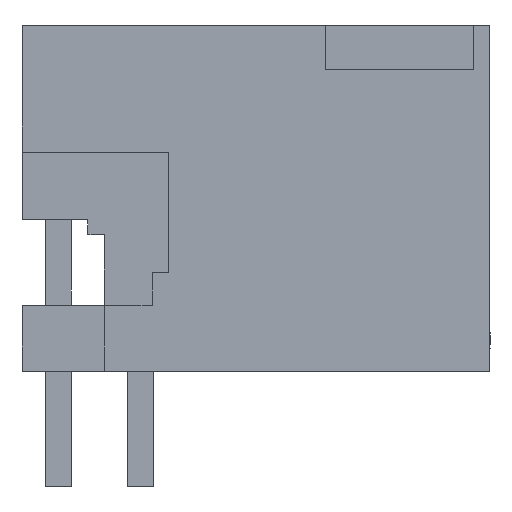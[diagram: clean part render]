
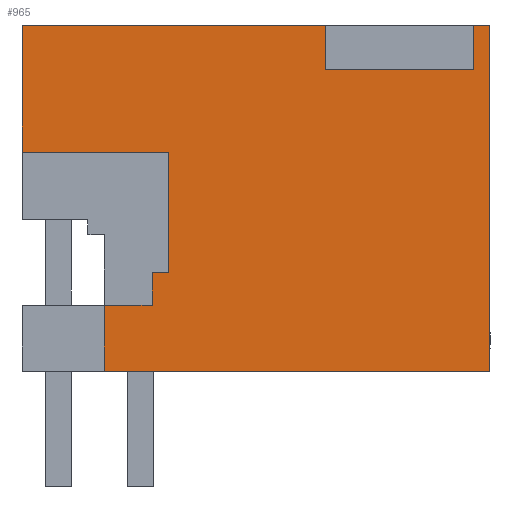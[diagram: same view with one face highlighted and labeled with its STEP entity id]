
A CAD part, left-side view. The second image highlights one B-rep face of the part: STEP entity #965.
In plain terms, the highlighted planar face has unit normal (-1, 0, 0).
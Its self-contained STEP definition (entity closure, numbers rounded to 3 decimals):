
#872=AXIS2_PLACEMENT_3D('Plane Axis2P3D',#869,#870,#871) ;
#102=CARTESIAN_POINT('Vertex',(0.,11.7,5.5)) ;
#105=CARTESIAN_POINT('Line Origine',(0.,10.975,5.5)) ;
#109=CARTESIAN_POINT('Vertex',(0.,10.25,5.5)) ;
#662=CARTESIAN_POINT('Vertex',(0.,0.,3.5)) ;
#665=CARTESIAN_POINT('Line Origine',(0.,5.85,3.5)) ;
#669=CARTESIAN_POINT('Vertex',(0.,11.7,3.5)) ;
#838=CARTESIAN_POINT('Line Origine',(0.,11.7,4.5)) ;
#869=CARTESIAN_POINT('Axis2P3D Location',(0.,14.2,0.)) ;
#874=CARTESIAN_POINT('Line Origine',(0.,0.,8.75)) ;
#878=CARTESIAN_POINT('Vertex',(0.,0.,14.)) ;
#881=CARTESIAN_POINT('Line Origine',(0.,0.25,14.)) ;
#885=CARTESIAN_POINT('Vertex',(0.,0.5,14.)) ;
#888=CARTESIAN_POINT('Line Origine',(0.,0.5,13.325)) ;
#892=CARTESIAN_POINT('Vertex',(0.,0.5,12.65)) ;
#895=CARTESIAN_POINT('Line Origine',(0.,2.75,12.65)) ;
#899=CARTESIAN_POINT('Vertex',(0.,5.,12.65)) ;
#902=CARTESIAN_POINT('Line Origine',(0.,5.,13.325)) ;
#906=CARTESIAN_POINT('Vertex',(0.,5.,14.)) ;
#909=CARTESIAN_POINT('Line Origine',(0.,9.6,14.)) ;
#913=CARTESIAN_POINT('Vertex',(0.,14.2,14.)) ;
#916=CARTESIAN_POINT('Line Origine',(0.,14.2,12.075)) ;
#920=CARTESIAN_POINT('Vertex',(0.,14.2,10.15)) ;
#923=CARTESIAN_POINT('Line Origine',(0.,11.975,10.15)) ;
#927=CARTESIAN_POINT('Vertex',(0.,9.75,10.15)) ;
#930=CARTESIAN_POINT('Line Origine',(0.,9.75,8.325)) ;
#934=CARTESIAN_POINT('Vertex',(0.,9.75,6.5)) ;
#937=CARTESIAN_POINT('Line Origine',(0.,10.,6.5)) ;
#941=CARTESIAN_POINT('Vertex',(0.,10.25,6.5)) ;
#944=CARTESIAN_POINT('Line Origine',(0.,10.25,6.)) ;
#106=DIRECTION('Vector Direction',(0.,1.,0.)) ;
#666=DIRECTION('Vector Direction',(0.,-1.,0.)) ;
#839=DIRECTION('Vector Direction',(0.,0.,1.)) ;
#870=DIRECTION('Axis2P3D Direction',(-1.,0.,0.)) ;
#871=DIRECTION('Axis2P3D XDirection',(0.,-1.,0.)) ;
#875=DIRECTION('Vector Direction',(0.,0.,1.)) ;
#882=DIRECTION('Vector Direction',(0.,-1.,0.)) ;
#889=DIRECTION('Vector Direction',(0.,0.,-1.)) ;
#896=DIRECTION('Vector Direction',(0.,1.,0.)) ;
#903=DIRECTION('Vector Direction',(0.,0.,-1.)) ;
#910=DIRECTION('Vector Direction',(0.,-1.,0.)) ;
#917=DIRECTION('Vector Direction',(0.,0.,1.)) ;
#924=DIRECTION('Vector Direction',(0.,-1.,0.)) ;
#931=DIRECTION('Vector Direction',(0.,0.,1.)) ;
#938=DIRECTION('Vector Direction',(0.,-1.,0.)) ;
#945=DIRECTION('Vector Direction',(0.,0.,1.)) ;
#107=VECTOR('Line Direction',#106,1.) ;
#667=VECTOR('Line Direction',#666,1.) ;
#840=VECTOR('Line Direction',#839,1.) ;
#876=VECTOR('Line Direction',#875,1.) ;
#883=VECTOR('Line Direction',#882,1.) ;
#890=VECTOR('Line Direction',#889,1.) ;
#897=VECTOR('Line Direction',#896,1.) ;
#904=VECTOR('Line Direction',#903,1.) ;
#911=VECTOR('Line Direction',#910,1.) ;
#918=VECTOR('Line Direction',#917,1.) ;
#925=VECTOR('Line Direction',#924,1.) ;
#932=VECTOR('Line Direction',#931,1.) ;
#939=VECTOR('Line Direction',#938,1.) ;
#946=VECTOR('Line Direction',#945,1.) ;
#950=ORIENTED_EDGE('',*,*,#671,.T.) ;
#951=ORIENTED_EDGE('',*,*,#880,.T.) ;
#952=ORIENTED_EDGE('',*,*,#887,.T.) ;
#953=ORIENTED_EDGE('',*,*,#894,.T.) ;
#954=ORIENTED_EDGE('',*,*,#901,.T.) ;
#955=ORIENTED_EDGE('',*,*,#908,.T.) ;
#956=ORIENTED_EDGE('',*,*,#915,.T.) ;
#957=ORIENTED_EDGE('',*,*,#922,.T.) ;
#958=ORIENTED_EDGE('',*,*,#929,.T.) ;
#959=ORIENTED_EDGE('',*,*,#936,.T.) ;
#960=ORIENTED_EDGE('',*,*,#943,.T.) ;
#961=ORIENTED_EDGE('',*,*,#948,.T.) ;
#962=ORIENTED_EDGE('',*,*,#111,.T.) ;
#963=ORIENTED_EDGE('',*,*,#842,.T.) ;
#965=ADVANCED_FACE('HOUSING',(#964),#873,.T.) ;
#111=EDGE_CURVE('',#110,#103,#108,.T.) ;
#671=EDGE_CURVE('',#670,#663,#668,.T.) ;
#842=EDGE_CURVE('',#103,#670,#841,.F.) ;
#880=EDGE_CURVE('',#663,#879,#877,.T.) ;
#887=EDGE_CURVE('',#879,#886,#884,.F.) ;
#894=EDGE_CURVE('',#886,#893,#891,.T.) ;
#901=EDGE_CURVE('',#893,#900,#898,.T.) ;
#908=EDGE_CURVE('',#900,#907,#905,.F.) ;
#915=EDGE_CURVE('',#907,#914,#912,.F.) ;
#922=EDGE_CURVE('',#914,#921,#919,.F.) ;
#929=EDGE_CURVE('',#921,#928,#926,.T.) ;
#936=EDGE_CURVE('',#928,#935,#933,.F.) ;
#943=EDGE_CURVE('',#935,#942,#940,.F.) ;
#948=EDGE_CURVE('',#942,#110,#947,.F.) ;
#949=EDGE_LOOP('',(#950,#951,#952,#953,#954,#955,#956,#957,#958,#959,#960,#961,#962,#963)) ;
#964=FACE_OUTER_BOUND('',#949,.T.) ;
#108=LINE('Line',#105,#107) ;
#668=LINE('Line',#665,#667) ;
#841=LINE('Line',#838,#840) ;
#877=LINE('Line',#874,#876) ;
#884=LINE('Line',#881,#883) ;
#891=LINE('Line',#888,#890) ;
#898=LINE('Line',#895,#897) ;
#905=LINE('Line',#902,#904) ;
#912=LINE('Line',#909,#911) ;
#919=LINE('Line',#916,#918) ;
#926=LINE('Line',#923,#925) ;
#933=LINE('Line',#930,#932) ;
#940=LINE('Line',#937,#939) ;
#947=LINE('Line',#944,#946) ;
#873=PLANE('',#872) ;
#103=VERTEX_POINT('',#102) ;
#110=VERTEX_POINT('',#109) ;
#663=VERTEX_POINT('',#662) ;
#670=VERTEX_POINT('',#669) ;
#879=VERTEX_POINT('',#878) ;
#886=VERTEX_POINT('',#885) ;
#893=VERTEX_POINT('',#892) ;
#900=VERTEX_POINT('',#899) ;
#907=VERTEX_POINT('',#906) ;
#914=VERTEX_POINT('',#913) ;
#921=VERTEX_POINT('',#920) ;
#928=VERTEX_POINT('',#927) ;
#935=VERTEX_POINT('',#934) ;
#942=VERTEX_POINT('',#941) ;
